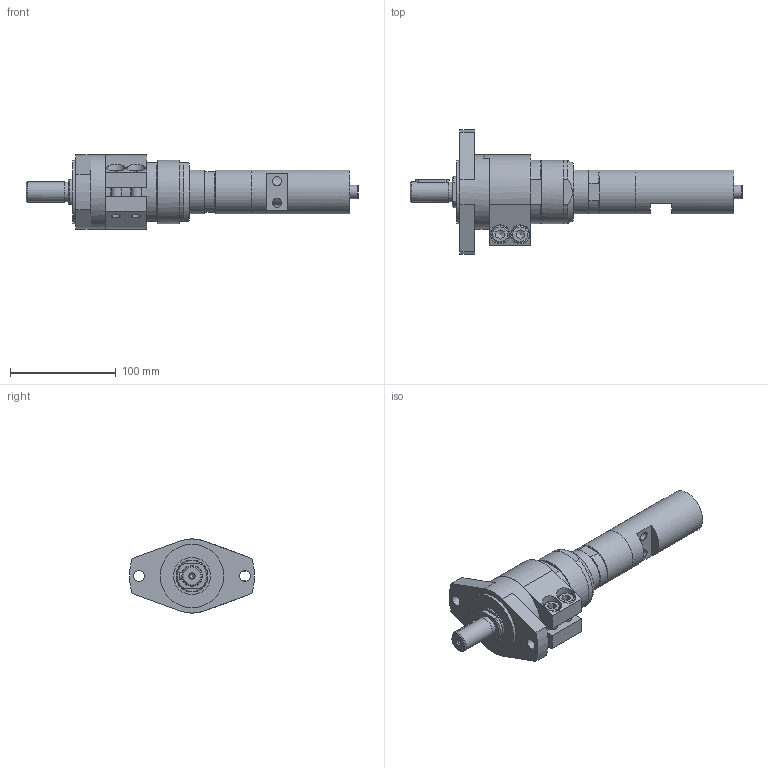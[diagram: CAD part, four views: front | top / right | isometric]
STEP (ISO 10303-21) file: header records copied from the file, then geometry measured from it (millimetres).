
FILE_DESCRIPTION(/* description */ (''),/* implementation_level */ '2;1');
FILE_NAME(/* name */ 'MUB 23-70 F100_60031795.stp',/* time_stamp */ '2019-05-21T17:30:03+02:00',/* author */ ('flambert'),/* organization */ (''),/* preprocessor_version */ 'ST-DEVELOPER v17',/* originating_system */ 'Autodesk Inventor 2018',/* authorisation */ '');
FILE_SCHEMA (('AUTOMOTIVE_DESIGN { 1 0 10303 214 3 1 1 }'));
Length unit declared in the file: millimetre
Products named in the file (1): MUB 23-70 F100_60031795
Bounding box: 313.5 x 118 x 70 mm (x, y, z)
Volume: 642782.6 mm3; surface area: 81003.5 mm2
Topology: 1 solids, 11 shells, 249 faces, 672 edges, 463 vertices
Faces by surface type: plane 120, cylinder 81, cone 34, torus 12, sphere 2
Full cylindrical faces by diameter (mm): 1.55 x2, 3.6 x1, 4 x1, 4.134 x1, 5 x1, 5.5 x1, 8 x1, 8.376 x2, 8.5 x1, 8.566 x2, 10 x2, 10.3 x2, 10.5 x2, 13 x1, 16 x2, 18 x2, 18.8 x1, 19 x1, 29.95 x1, 35 x1, 36.5 x1, 38.494 x1, 39 x1, 39.5 x1, 40 x1, 41.5 x3, 42 x1, 50.178 x1, 50.376 x1, 55.178 x1
Entity records: 8659 total; most frequent: CARTESIAN_POINT 1775, DIRECTION 1449, ORIENTED_EDGE 1336, EDGE_CURVE 668, AXIS2_PLACEMENT_3D 601, VERTEX_POINT 463, CIRCLE 347, EDGE_LOOP 297
